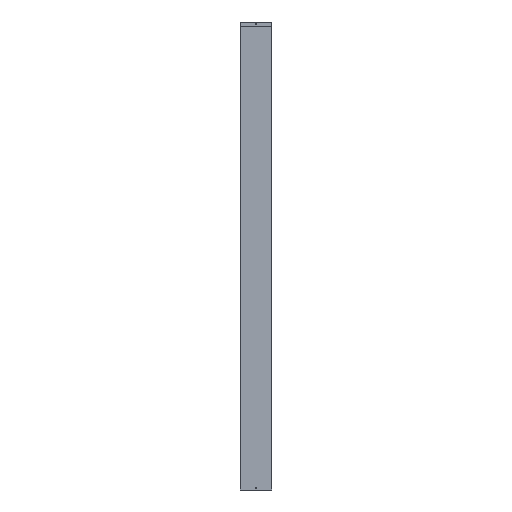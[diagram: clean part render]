
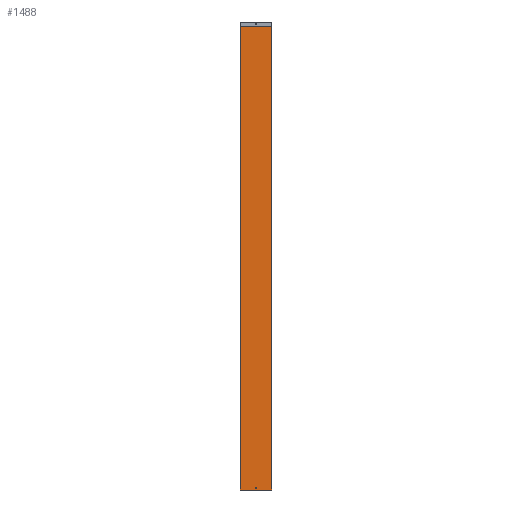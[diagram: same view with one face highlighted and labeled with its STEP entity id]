
A CAD part, front view. The second image highlights one B-rep face of the part: STEP entity #1488.
In plain terms, the highlighted planar face has unit normal (0, -1, 0).
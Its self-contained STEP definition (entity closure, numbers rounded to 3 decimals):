
#73 = VERTEX_POINT ( 'NONE', #700 ) ;
#121 = FACE_OUTER_BOUND ( 'NONE', #1876, .T. ) ;
#200 = VERTEX_POINT ( 'NONE', #1552 ) ;
#206 = VERTEX_POINT ( 'NONE', #1546 ) ;
#243 = VERTEX_POINT ( 'NONE', #1128 ) ;
#253 = VERTEX_POINT ( 'NONE', #1102 ) ;
#284 = ORIENTED_EDGE ( 'NONE', *, *, #521, .F. ) ;
#285 = ORIENTED_EDGE ( 'NONE', *, *, #443, .F. ) ;
#286 = ORIENTED_EDGE ( 'NONE', *, *, #445, .F. ) ;
#289 = ORIENTED_EDGE ( 'NONE', *, *, #439, .T. ) ;
#290 = ORIENTED_EDGE ( 'NONE', *, *, #444, .T. ) ;
#329 = AXIS2_PLACEMENT_3D ( 'NONE', #781, #776, #775 ) ;
#400 = AXIS2_PLACEMENT_3D ( 'NONE', #924, #923, #919 ) ;
#439 = EDGE_CURVE ( 'NONE', #206, #200, #1254, .T. ) ;
#443 = EDGE_CURVE ( 'NONE', #73, #73, #1261, .T. ) ;
#444 = EDGE_CURVE ( 'NONE', #200, #243, #1266, .T. ) ;
#445 = EDGE_CURVE ( 'NONE', #206, #253, #1265, .T. ) ;
#521 = EDGE_CURVE ( 'NONE', #253, #243, #1394, .T. ) ;
#700 = CARTESIAN_POINT ( 'NONE',  ( 0., 0., 18.5 ) ) ;
#775 = DIRECTION ( 'NONE',  ( 0., 0., 1. ) ) ;
#776 = DIRECTION ( 'NONE',  ( 0., 1., 0. ) ) ;
#781 = CARTESIAN_POINT ( 'NONE',  ( -100., 0., 2969. ) ) ;
#784 = PLANE ( 'NONE',  #329 ) ;
#917 = DIRECTION ( 'NONE',  ( 1., 0., 0. ) ) ;
#918 = DIRECTION ( 'NONE',  ( 1., 0., 0. ) ) ;
#919 = DIRECTION ( 'NONE',  ( 0., 0., 1. ) ) ;
#923 = DIRECTION ( 'NONE',  ( 0., -1., 0. ) ) ;
#924 = CARTESIAN_POINT ( 'NONE',  ( 0., 0., 15. ) ) ;
#929 = DIRECTION ( 'NONE',  ( 0., 0., -1. ) ) ;
#930 = CARTESIAN_POINT ( 'NONE',  ( -100., 0., 2968. ) ) ;
#932 = CARTESIAN_POINT ( 'NONE',  ( 100., 0., 2969. ) ) ;
#936 = CARTESIAN_POINT ( 'NONE',  ( -100., 0., 0. ) ) ;
#955 = DIRECTION ( 'NONE',  ( 0., 0., -1. ) ) ;
#964 = CARTESIAN_POINT ( 'NONE',  ( -100., 0., 2969. ) ) ;
#1102 = CARTESIAN_POINT ( 'NONE',  ( 100., 0., 2968. ) ) ;
#1128 = CARTESIAN_POINT ( 'NONE',  ( 100., 0., 0. ) ) ;
#1254 = LINE ( 'NONE', #964, #1259 ) ;
#1259 = VECTOR ( 'NONE', #955, 1000. ) ;
#1261 = CIRCLE ( 'NONE', #400, 3.5 ) ;
#1265 = LINE ( 'NONE', #930, #1267 ) ;
#1266 = LINE ( 'NONE', #936, #1268 ) ;
#1267 = VECTOR ( 'NONE', #917, 1000. ) ;
#1268 = VECTOR ( 'NONE', #918, 1000. ) ;
#1394 = LINE ( 'NONE', #932, #1397 ) ;
#1397 = VECTOR ( 'NONE', #929, 1000. ) ;
#1477 = FACE_BOUND ( 'NONE', #1843, .T. ) ;
#1488 = ADVANCED_FACE ( 'NONE', ( #1477, #121 ), #784, .F. ) ;
#1546 = CARTESIAN_POINT ( 'NONE',  ( -100., 0., 2968. ) ) ;
#1552 = CARTESIAN_POINT ( 'NONE',  ( -100., 0., 0. ) ) ;
#1843 = EDGE_LOOP ( 'NONE', ( #285 ) ) ;
#1876 = EDGE_LOOP ( 'NONE', ( #284, #286, #289, #290 ) ) ;
